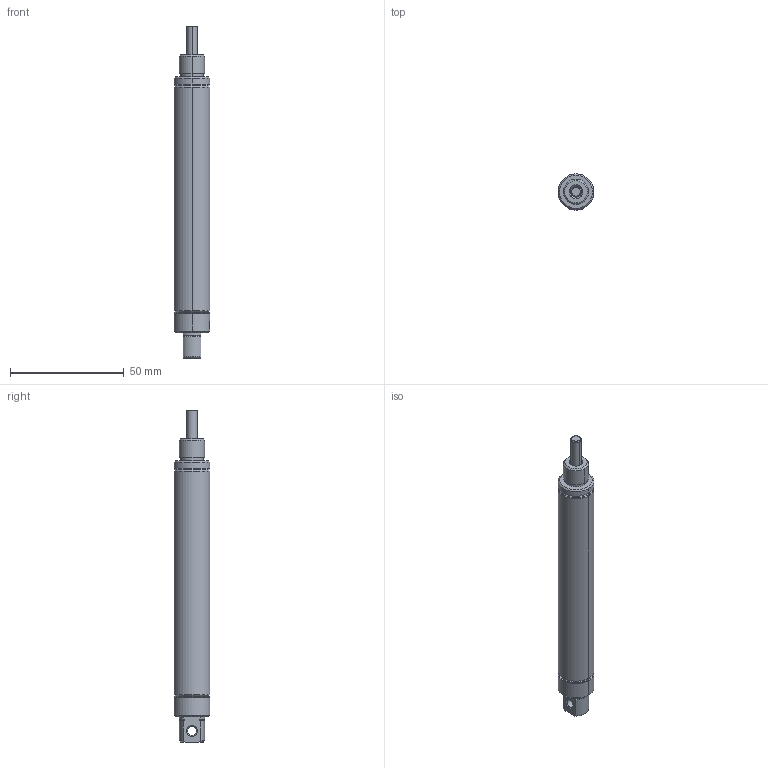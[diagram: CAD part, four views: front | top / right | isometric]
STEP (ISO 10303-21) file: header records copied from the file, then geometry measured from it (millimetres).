
FILE_DESCRIPTION (( 'STEP AP214' ), '1' );
FILE_NAME ('A09020SD.step', '2017-04-04T21:10:51', ( '' ), ( '' ), 'SwSTEP 2.0', 'SolidWorks 2017', '' );
FILE_SCHEMA (( 'AUTOMOTIVE_DESIGN' ));
Length unit declared in the file: inch
Products named in the file (3): A09020SD-Rod; A09020SD-MainBody; A09020SD
Assembly tree (2 placements, depth 2):
  A09020SD
    A09020SD-MainBody
    A09020SD-Rod
Bounding box: 15.75 x 15.75 x 145.8 mm (x, y, z)
Volume: 16074.3 mm3; surface area: 13174.8 mm2
Topology: 2 solids, 2 shells, 94 faces, 207 edges, 126 vertices
Faces by surface type: cylinder 38, cone 31, plane 19, torus 6
Entity records: 2875 total; most frequent: CARTESIAN_POINT 632, DIRECTION 491, ORIENTED_EDGE 410, AXIS2_PLACEMENT_3D 207, EDGE_CURVE 205, VERTEX_POINT 126, EDGE_LOOP 109, CIRCLE 108
